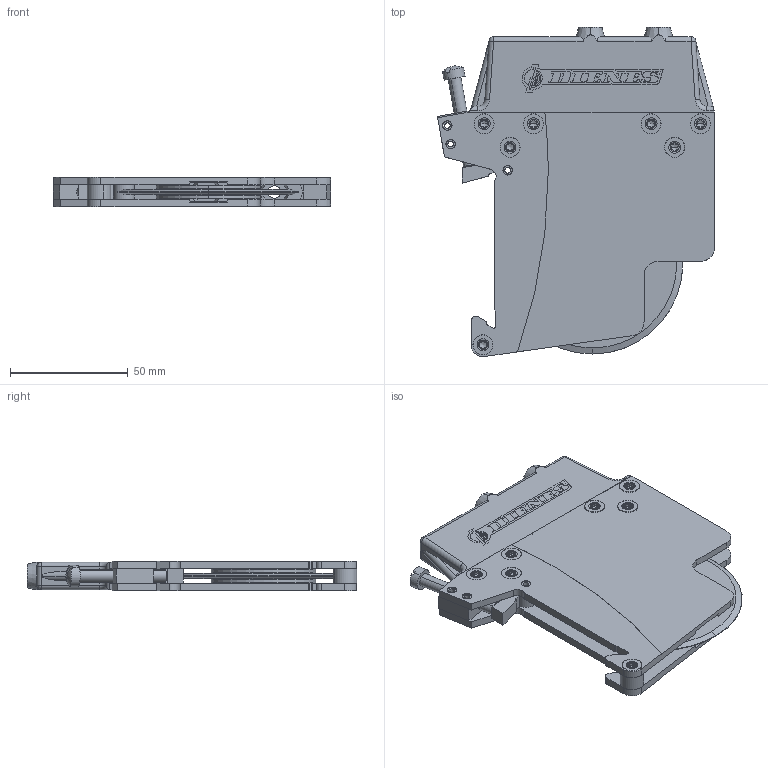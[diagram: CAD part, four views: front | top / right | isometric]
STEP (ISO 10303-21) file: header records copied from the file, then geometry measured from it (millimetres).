
FILE_DESCRIPTION (( 'STEP AP214' ), '1' );
FILE_NAME ('02023-01.STEP', '2022-06-22T16:16:52', ( '' ), ( '' ), 'SwSTEP 2.0', 'SolidWorks 2021', '' );
FILE_SCHEMA (( 'AUTOMOTIVE_DESIGN' ));
Length unit declared in the file: inch
Products named in the file (1): 02023-01
Bounding box: 117.89 x 140 x 12.64 mm (x, y, z)
Surface area: 57280.2 mm2 (no closed solid volume)
Topology: 0 solids, 39 shells, 490 faces, 1640 edges, 1163 vertices
Faces by surface type: cylinder 246, plane 173, cone 46, torus 11, sphere 8, bspline 6
Entity records: 25584 total; most frequent: CARTESIAN_POINT 5116, DIRECTION 2921, ORIENTED_EDGE 2791, EDGE_CURVE 1622, VERTEX_POINT 1163, AXIS2_PLACEMENT_3D 1077, VECTOR 767, LINE 767
